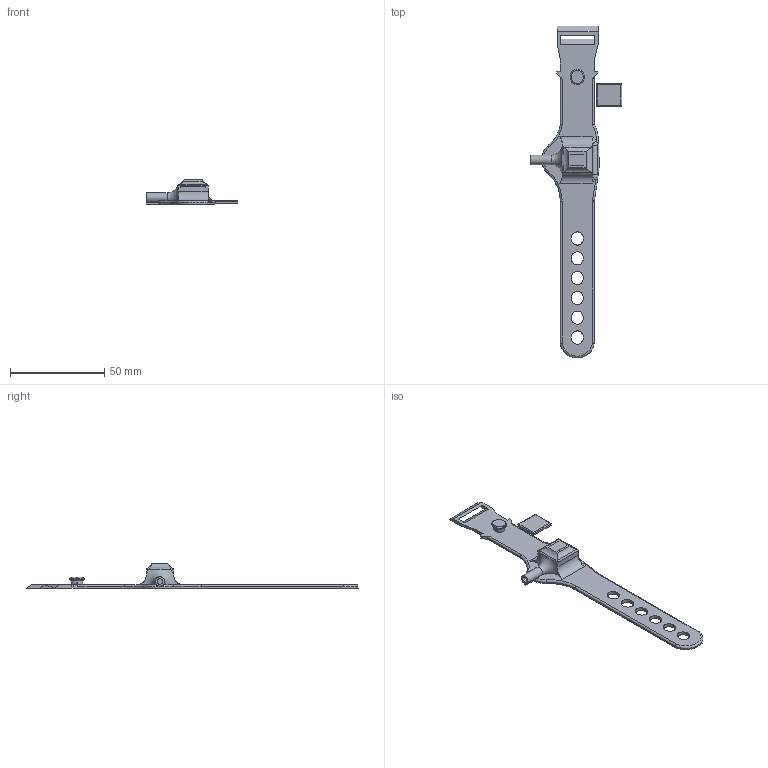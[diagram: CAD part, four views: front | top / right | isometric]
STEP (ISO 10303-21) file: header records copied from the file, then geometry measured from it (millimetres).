
FILE_DESCRIPTION(/* description */ (''),/* implementation_level */ '2;1');
FILE_NAME(/* name */ 'Shifter_Cover v10 v3.step',/* time_stamp */ '2023-01-30T15:12:08-06:00',/* author */ (''),/* organization */ (''),/* preprocessor_version */ 'ST-DEVELOPER v19.2',/* originating_system */ 'Autodesk Translation Framework v11.17.0.187',/* authorisation */ '');
FILE_SCHEMA (('AUTOMOTIVE_DESIGN { 1 0 10303 214 3 1 1 }'));
Length unit declared in the file: millimetre
Products named in the file (5): Shifter_Cover v10; Bottom_Half; Strap; Top_Half; Plug
Assembly tree (4 placements, depth 3):
  Shifter_Cover v10
    Bottom_Half
      Strap
    Top_Half
    Plug
Bounding box: 48.57 x 176.47 x 12.9 mm (x, y, z)
Volume: 6993.8 mm3; surface area: 9218.2 mm2
Topology: 2 solids, 2 shells, 196 faces, 563 edges, 363 vertices
Faces by surface type: plane 117, cylinder 52, bspline 14, torus 9, cone 4
Full cylindrical faces by diameter (mm): 3 x1
Entity records: 7370 total; most frequent: CARTESIAN_POINT 2115, ORIENTED_EDGE 1118, DIRECTION 1032, EDGE_CURVE 559, VERTEX_POINT 363, LINE 350, VECTOR 350, AXIS2_PLACEMENT_3D 341
